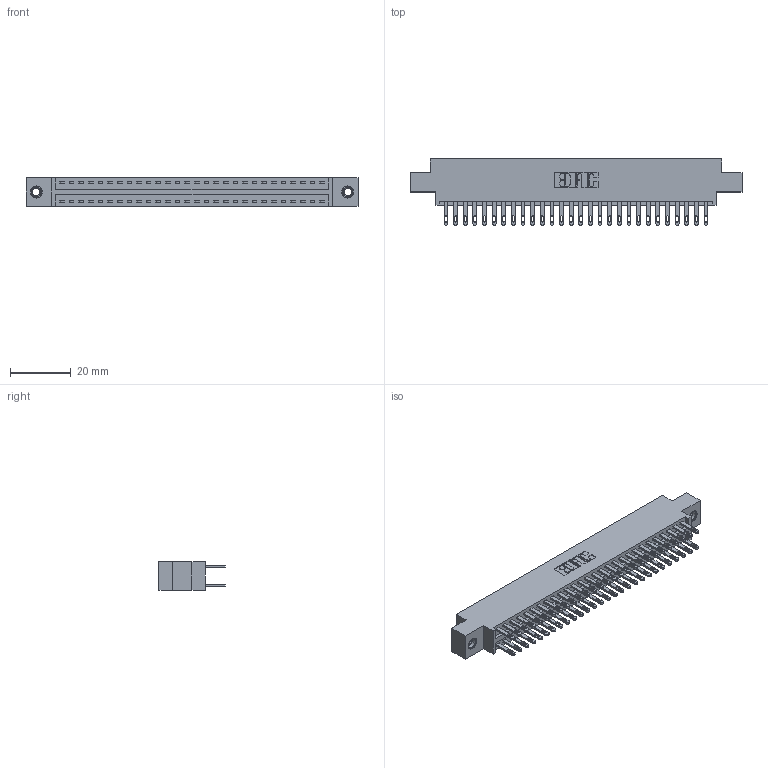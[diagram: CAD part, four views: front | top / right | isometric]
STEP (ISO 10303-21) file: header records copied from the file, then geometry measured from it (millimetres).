
FILE_DESCRIPTION (( 'STEP AP203' ), '1' );
FILE_NAME ('346-056-500-807.STEP', '2018-08-28T02:10:13', ( '' ), ( '' ), 'SwSTEP 2.0', 'SolidWorks 2016', '' );
FILE_SCHEMA (( 'CONFIG_CONTROL_DESIGN' ));
Length unit declared in the file: inch
Products named in the file (4): 346 Part_0.170 Offset - 0.156 Dia-TI; 345-292-001_345-293-100; 345-250-001_345-250-005-103; 346-056-500-807
Assembly tree (59 placements, depth 2):
  346-056-500-807
    346 Part_0.170 Offset - 0.156 Dia-TI
    345-292-001_345-293-100  x56
    345-250-001_345-250-005-103  x2
Bounding box: 109.47 x 21.84 x 9.4 mm (x, y, z)
Volume: 10569.3 mm3; surface area: 15107.7 mm2
Topology: 59 solids, 59 shells, 2874 faces, 8709 edges, 5798 vertices
Faces by surface type: plane 1736, cylinder 1122, cone 12, torus 4
Entity records: 21406 total; most frequent: CARTESIAN_POINT 3531, ORIENTED_EDGE 3458, DIRECTION 3191, EDGE_CURVE 1729, LINE 1461, VECTOR 1461, VERTEX_POINT 1148, AXIS2_PLACEMENT_3D 865
